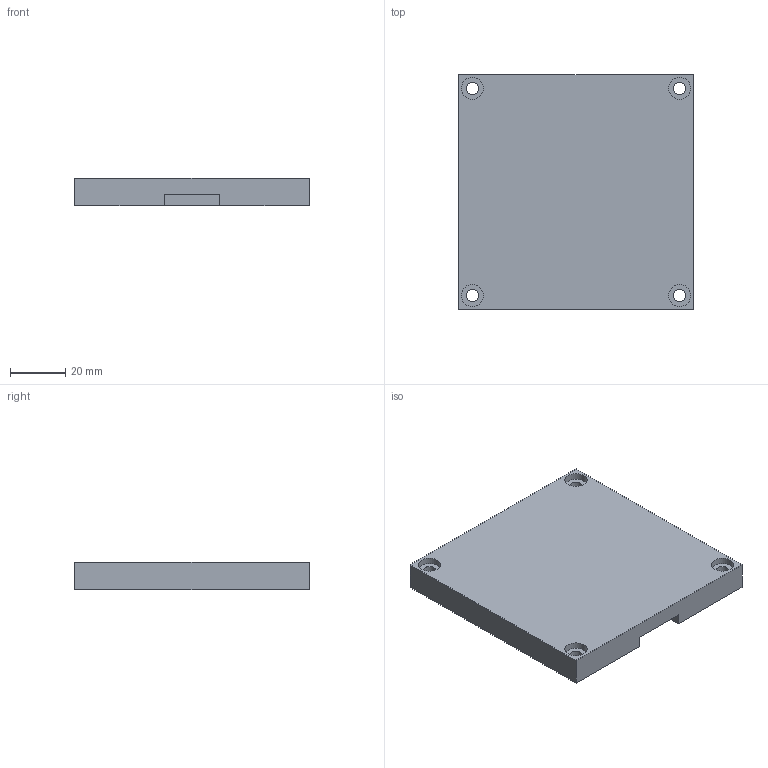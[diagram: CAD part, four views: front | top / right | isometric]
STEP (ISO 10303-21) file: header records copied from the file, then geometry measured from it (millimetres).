
FILE_DESCRIPTION(('FreeCAD Model'),'2;1');
FILE_NAME('hot_plate_top.step' ,'2020-07-02T11:36:07',('Author'),(''), 'Open CASCADE STEP processor 7.3','FreeCAD','Unknown');
FILE_SCHEMA(('AUTOMOTIVE_DESIGN { 1 0 10303 214 1 1 1 1 }'));
Length unit declared in the file: millimetre
Products named in the file (1): Hot_Plate_Top
Bounding box: 85 x 85 x 10 mm (x, y, z)
Volume: 58005.2 mm3; surface area: 19229.9 mm2
Topology: 1 solids, 1 shells, 27 faces, 61 edges, 40 vertices
Faces by surface type: plane 19, cylinder 8
Full cylindrical faces by diameter (mm): 4.4 x4, 8 x4
Entity records: 1597 total; most frequent: CARTESIAN_POINT 275, DIRECTION 251, LINE 151, VECTOR 151, ORIENTED_EDGE 122, PCURVE 122, DEFINITIONAL_REPRESENTATION 122, EDGE_CURVE 61
